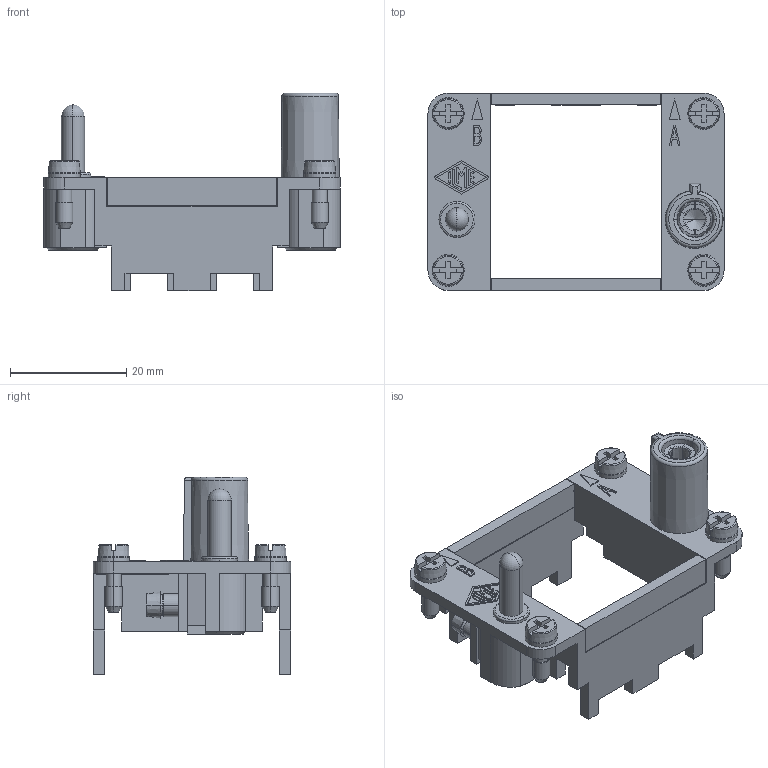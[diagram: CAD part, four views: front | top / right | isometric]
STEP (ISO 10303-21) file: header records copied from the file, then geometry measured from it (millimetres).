
FILE_DESCRIPTION(('Creo Elements/Direct Modeling STEP Export'),'2;1');
FILE_NAME('0ln7uvk48h5ghic2208','2017-01-02T11:02:12',(''),(''),'PTC Creo Elements/Direct Modeling STEP processor for AP214 (Solid Model)','PTC Creo Elements/Direct Modeling 19.0E 27-Jun-2016 (C) Parametric Technology GmbH','');
FILE_SCHEMA(('AUTOMOTIVE_DESIGN { 1 0 10303 214 1 1 1 1 }'));
Length unit declared in the file: millimetre
Products named in the file (2): RX_02_TM
Assembly tree (1 placements, depth 2):
  RX_02_TM
    RX_02_TM
Bounding box: 51 x 34 x 34 mm (x, y, z)
Volume: 7683.5 mm3; surface area: 9318.3 mm2
Topology: 1 solids, 1 shells, 627 faces, 1666 edges, 1096 vertices
Faces by surface type: plane 411, cylinder 104, cone 53, torus 31, extrusion 24, sphere 4
Entity records: 25933 total; most frequent: CARTESIAN_POINT 6714, ORIENTED_EDGE 3312, DIRECTION 2665, EDGE_CURVE 1656, VECTOR 1107, VERTEX_POINT 1096, LINE 1083, AXIS2_PLACEMENT_3D 779
